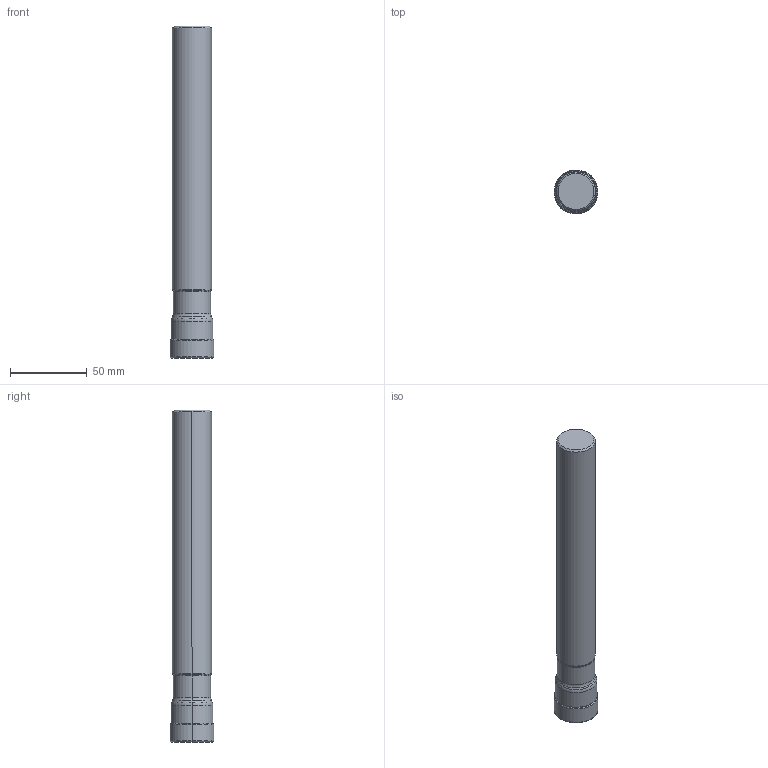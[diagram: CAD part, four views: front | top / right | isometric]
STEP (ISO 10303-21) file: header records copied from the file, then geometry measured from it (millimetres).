
FILE_DESCRIPTION(/* description */ (''),/* implementation_level */ '2;1');
FILE_NAME(/* name */ 'VPX300UR1802SA16L_IR0_031.stp',/* time_stamp */ '2025-08-29T15:08:42+09:00',/* author */ (''),/* organization */ (''),/* preprocessor_version */ 'ST-DEVELOPER v16',/* originating_system */ 'SIEMENS PLM Software NX 10.0',/* authorisation */ '');
FILE_SCHEMA (('AUTOMOTIVE_DESIGN { 1 0 10303 214 3 1 1 1 }'));
Length unit declared in the file: millimetre
Products named in the file (1): VPX300UR1802SA16L_IR0_031_ASM
Bounding box: 28.57 x 28.57 x 215.9 mm (x, y, z)
Volume: 114120.2 mm3; surface area: 20638.6 mm2
Topology: 2 solids, 2 shells, 55 faces, 133 edges, 89 vertices
Faces by surface type: torus 18, revolution 14, cylinder 8, cone 8, bspline 4, plane 3
Entity records: 4041 total; most frequent: CARTESIAN_POINT 2689, DIRECTION 291, ORIENTED_EDGE 228, AXIS2_PLACEMENT_3D 130, EDGE_CURVE 114, CIRCLE 85, VERTEX_POINT 62, EDGE_LOOP 56
